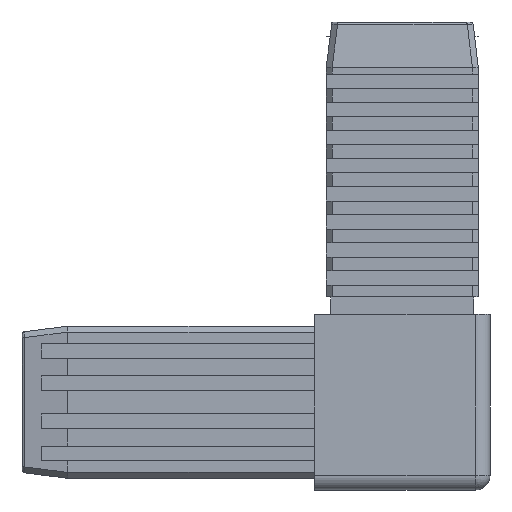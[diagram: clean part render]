
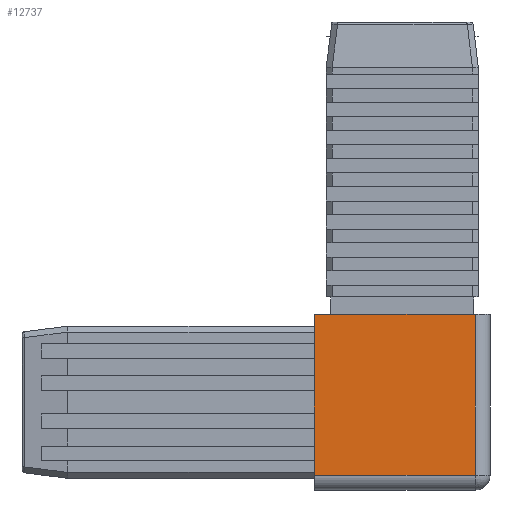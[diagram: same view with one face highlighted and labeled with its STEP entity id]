
A CAD part, left-side view. The second image highlights one B-rep face of the part: STEP entity #12737.
In plain terms, the highlighted planar face has unit normal (-1, 0, 0).
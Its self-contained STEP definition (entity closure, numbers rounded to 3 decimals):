
#879=PLANE('',#13748);
#1569=FACE_OUTER_BOUND('',#2262,.T.);
#2262=EDGE_LOOP('',(#11856,#11857,#11858,#11859));
#3516=LINE('',#20536,#5006);
#3519=LINE('',#20543,#5009);
#3525=LINE('',#20557,#5015);
#3810=LINE('',#21209,#5300);
#5006=VECTOR('',#16465,10.);
#5009=VECTOR('',#16472,10.);
#5015=VECTOR('',#16484,10.);
#5300=VECTOR('',#17221,10.);
#6296=VERTEX_POINT('',#20529);
#6298=VERTEX_POINT('',#20534);
#6299=VERTEX_POINT('',#20539);
#6305=VERTEX_POINT('',#20555);
#7976=EDGE_CURVE('',#6298,#6296,#3516,.T.);
#7980=EDGE_CURVE('',#6296,#6299,#3519,.T.);
#7987=EDGE_CURVE('',#6305,#6298,#3525,.T.);
#8276=EDGE_CURVE('',#6299,#6305,#3810,.T.);
#11856=ORIENTED_EDGE('',*,*,#7976,.F.);
#11857=ORIENTED_EDGE('',*,*,#7987,.F.);
#11858=ORIENTED_EDGE('',*,*,#8276,.F.);
#11859=ORIENTED_EDGE('',*,*,#7980,.F.);
#12737=ADVANCED_FACE('',(#1569),#879,.T.);
#13748=AXIS2_PLACEMENT_3D('',#21208,#17219,#17220);
#16465=DIRECTION('',(0.,0.,-1.));
#16472=DIRECTION('',(0.,1.,0.));
#16484=DIRECTION('',(0.,-1.,0.));
#17219=DIRECTION('center_axis',(-1.,0.,0.));
#17220=DIRECTION('ref_axis',(0.,-1.,0.));
#17221=DIRECTION('',(0.,0.,1.));
#20529=CARTESIAN_POINT('',(-15.,-12.5,-12.5));
#20534=CARTESIAN_POINT('',(-15.,-12.5,15.));
#20536=CARTESIAN_POINT('',(-15.,-12.5,0.));
#20539=CARTESIAN_POINT('',(-15.,15.,-12.5));
#20543=CARTESIAN_POINT('',(-15.,7.5,-12.5));
#20555=CARTESIAN_POINT('',(-15.,15.,15.));
#20557=CARTESIAN_POINT('',(-15.,-15.,15.));
#21208=CARTESIAN_POINT('Origin',(-15.,15.,0.));
#21209=CARTESIAN_POINT('',(-15.,15.,0.));
